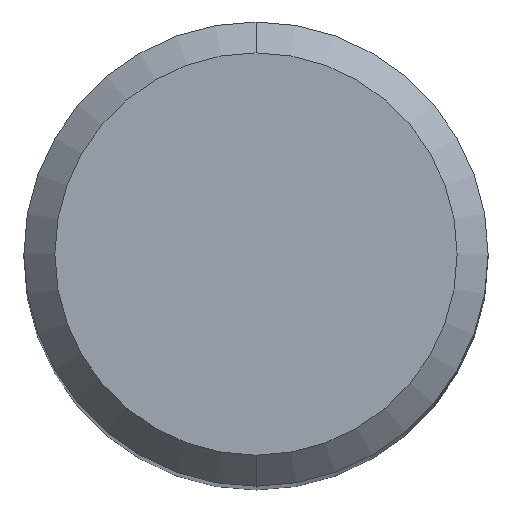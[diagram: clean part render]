
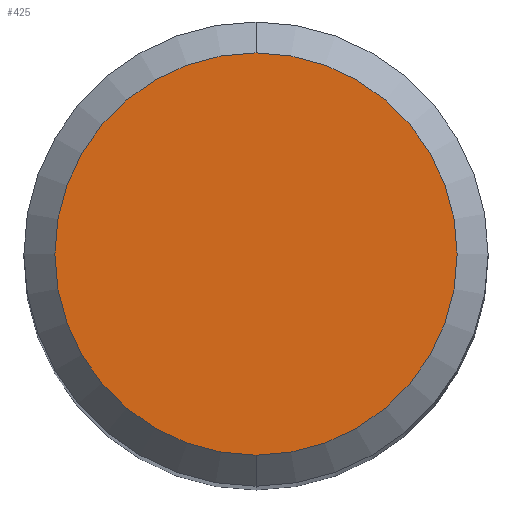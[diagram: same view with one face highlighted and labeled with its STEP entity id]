
A CAD part, top view. The second image highlights one B-rep face of the part: STEP entity #425.
In plain terms, the highlighted planar face has unit normal (0, 0, 1).
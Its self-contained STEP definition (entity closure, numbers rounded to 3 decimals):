
#289=EDGE_CURVE('',#325,#449,#614,.T.);
#325=VERTEX_POINT('',#656);
#375=EDGE_CURVE('',#449,#325,#713,.T.);
#425=ADVANCED_FACE('',(#768),#769,.T.);
#449=VERTEX_POINT('',#794);
#614=CIRCLE('',#1047,2.6);
#656=CARTESIAN_POINT('',(0.0,2.6,0.0));
#713=CIRCLE('',#1241,2.6);
#768=FACE_OUTER_BOUND('',#1327,.T.);
#769=PLANE('',#1328);
#794=CARTESIAN_POINT('',(0.,-2.6,0.0));
#1047=AXIS2_PLACEMENT_3D('',#1600,#1601,#1602);
#1241=AXIS2_PLACEMENT_3D('',#1726,#1727,#1728);
#1327=EDGE_LOOP('',(#1792,#1793));
#1328=AXIS2_PLACEMENT_3D('',#1794,#1795,#1796);
#1600=CARTESIAN_POINT('',(0.0,0.0,0.0));
#1601=DIRECTION('',(0.0,0.0,-1.0));
#1602=DIRECTION('',(0.0,1.0,0.0));
#1726=CARTESIAN_POINT('',(0.0,0.0,0.0));
#1727=DIRECTION('',(0.0,0.0,-1.0));
#1728=DIRECTION('',(0.0,1.0,0.0));
#1792=ORIENTED_EDGE('',*,*,#289,.F.);
#1793=ORIENTED_EDGE('',*,*,#375,.F.);
#1794=CARTESIAN_POINT('',(0.0,1.3,0.0));
#1795=DIRECTION('',(-0.0,0.0,1.0));
#1796=DIRECTION('',(0.0,-1.0,0.0));
